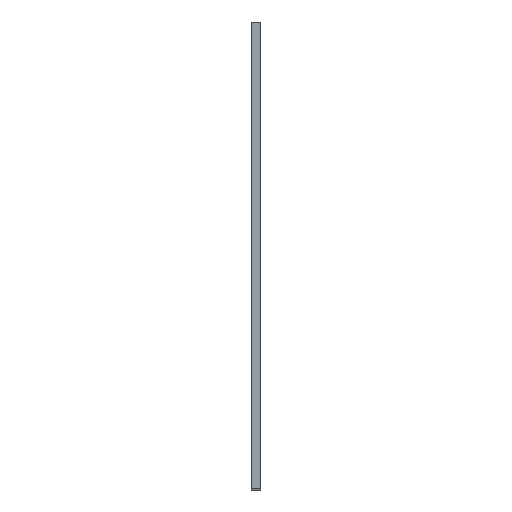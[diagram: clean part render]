
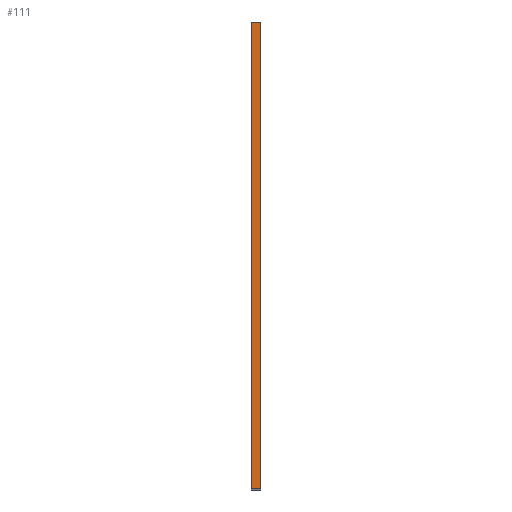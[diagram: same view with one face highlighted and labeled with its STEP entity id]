
A CAD part, top view. The second image highlights one B-rep face of the part: STEP entity #111.
In plain terms, the highlighted planar face has unit normal (0, 0, 1).
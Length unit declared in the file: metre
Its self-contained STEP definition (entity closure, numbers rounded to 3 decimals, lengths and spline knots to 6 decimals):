
#111=ADVANCED_FACE('0:9288',(#269),#270,.T.);
#269=FACE_OUTER_BOUND('',#428,.T.);
#270=PLANE('',#429);
#428=EDGE_LOOP('',(#941,#942,#943,#944));
#429=AXIS2_PLACEMENT_3D('',#945,#946,#947);
#941=ORIENTED_EDGE('',*,*,#1119,.T.);
#942=ORIENTED_EDGE('',*,*,#1083,.F.);
#943=ORIENTED_EDGE('',*,*,#1122,.T.);
#944=ORIENTED_EDGE('',*,*,#1085,.T.);
#945=CARTESIAN_POINT('',(0.048522,0.,0.154726));
#946=DIRECTION('',(0.,0.,1.0));
#947=DIRECTION('',(1.0,0.,0.0));
#1083=EDGE_CURVE('0:9512',#1345,#1340,#1347,.T.);
#1085=EDGE_CURVE('0:9506',#1351,#1349,#1352,.F.);
#1119=EDGE_CURVE('0:9482',#1349,#1340,#1395,.F.);
#1122=EDGE_CURVE('0:9500',#1345,#1351,#1398,.T.);
#1340=VERTEX_POINT('',#1668);
#1345=VERTEX_POINT('',#1675);
#1347=LINE('',#1678,#1679);
#1349=VERTEX_POINT('',#1681);
#1351=VERTEX_POINT('',#1684);
#1352=LINE('',#1685,#1686);
#1395=LINE('',#1742,#1743);
#1398=LINE('',#1748,#1749);
#1668=CARTESIAN_POINT('',(0.050122,0.0413,0.154726));
#1675=CARTESIAN_POINT('',(0.048522,0.0413,0.154726));
#1678=CARTESIAN_POINT('',(0.048522,0.0413,0.154726));
#1679=VECTOR('',#2023,1.0);
#1681=CARTESIAN_POINT('',(0.050122,-0.0413,0.154726));
#1684=CARTESIAN_POINT('',(0.048522,-0.0413,0.154726));
#1685=CARTESIAN_POINT('',(0.048522,-0.0413,0.154726));
#1686=VECTOR('',#2025,1.0);
#1742=CARTESIAN_POINT('',(0.050122,0.,0.154726));
#1743=VECTOR('',#2099,1.0);
#1748=CARTESIAN_POINT('',(0.048522,0.0415,0.154726));
#1749=VECTOR('',#2102,1.0);
#2023=DIRECTION('',(1.0,0.,0.));
#2025=DIRECTION('',(-1.0,0.,0.));
#2099=DIRECTION('',(0.,-1.0,0.));
#2102=DIRECTION('',(0.0,-1.0,0.));
